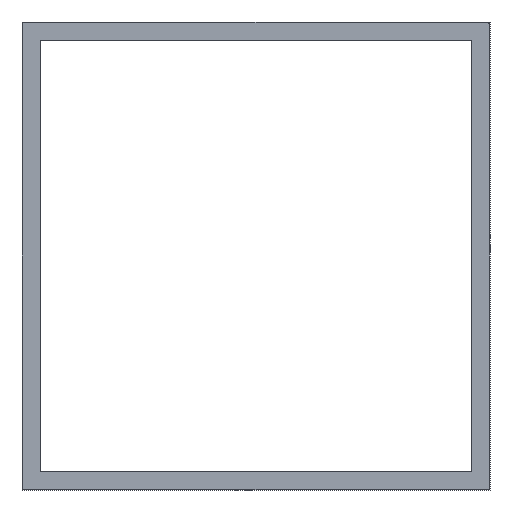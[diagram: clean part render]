
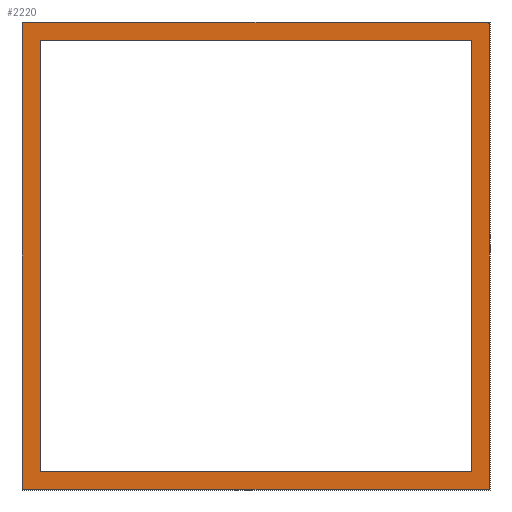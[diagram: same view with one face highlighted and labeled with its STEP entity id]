
A CAD part, front view. The second image highlights one B-rep face of the part: STEP entity #2220.
In plain terms, the highlighted planar face has unit normal (0, -1, 0).
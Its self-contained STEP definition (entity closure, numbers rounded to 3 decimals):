
#785=CARTESIAN_POINT('',(303.703,-2.077,303.703));
#792=DIRECTION('',(0.,0.,-1.));
#793=VECTOR('',#792,607.406);
#794=CARTESIAN_POINT('',(303.703,-2.077,303.703));
#795=LINE('',#794,#793);
#796=CARTESIAN_POINT('',(-303.703,-2.077,303.703));
#803=DIRECTION('',(1.,0.,0.));
#804=VECTOR('',#803,607.406);
#805=CARTESIAN_POINT('',(-303.703,-2.077,303.703));
#806=LINE('',#805,#804);
#807=DIRECTION('',(0.,0.,1.));
#808=VECTOR('',#807,607.406);
#809=CARTESIAN_POINT('',(-303.703,-2.077,
-303.703));
#810=LINE('',#809,#808);
#811=CARTESIAN_POINT('',(303.703,-2.077,-303.703));
#818=DIRECTION('',(-1.,0.,0.));
#819=VECTOR('',#818,607.406);
#820=CARTESIAN_POINT('',(303.703,-2.077,-303.703));
#821=LINE('',#820,#819);
#822=CARTESIAN_POINT('',(-303.703,-2.077,
-303.703));
#829=DIRECTION('',(0.,0.,1.));
#830=VECTOR('',#829,657.);
#831=CARTESIAN_POINT('',(-328.5,-2.077,-328.5));
#832=LINE('',#831,#830);
#833=DIRECTION('',(1.,0.,0.));
#834=VECTOR('',#833,657.);
#835=CARTESIAN_POINT('',(-328.5,-2.077,328.5));
#836=LINE('',#835,#834);
#837=DIRECTION('',(0.,0.,-1.));
#838=VECTOR('',#837,657.);
#839=CARTESIAN_POINT('',(328.5,-2.077,328.5));
#840=LINE('',#839,#838);
#841=DIRECTION('',(-1.,0.,0.));
#842=VECTOR('',#841,657.);
#843=CARTESIAN_POINT('',(328.5,-2.077,-328.5));
#844=LINE('',#843,#842);
#855=CARTESIAN_POINT('',(328.5,-2.077,-328.5));
#867=CARTESIAN_POINT('',(-328.5,-2.077,-328.5));
#875=CARTESIAN_POINT('',(328.5,-2.077,328.5));
#887=CARTESIAN_POINT('',(-328.5,-2.077,328.5));
#929=VERTEX_POINT('',#867);
#930=VERTEX_POINT('',#822);
#963=VERTEX_POINT('',#887);
#964=VERTEX_POINT('',#796);
#997=VERTEX_POINT('',#875);
#998=VERTEX_POINT('',#785);
#1032=VERTEX_POINT('',#855);
#1033=VERTEX_POINT('',#811);
#2199=CARTESIAN_POINT('',(-328.5,-2.077,-329.5));
#2200=DIRECTION('',(0.,-1.,0.));
#2201=DIRECTION('',(1.,0.,0.));
#2202=AXIS2_PLACEMENT_3D('',#2199,#2200,#2201);
#2203=PLANE('',#2202);
#2205=ORIENTED_EDGE('',*,*,#2204,.T.);
#2207=ORIENTED_EDGE('',*,*,#2206,.T.);
#2209=ORIENTED_EDGE('',*,*,#2208,.T.);
#2211=ORIENTED_EDGE('',*,*,#2210,.T.);
#2212=EDGE_LOOP('',(#2205,#2207,#2209,#2211));
#2213=FACE_OUTER_BOUND('',#2212,.F.);
#2214=ORIENTED_EDGE('',*,*,#2192,.F.);
#2215=ORIENTED_EDGE('',*,*,#2150,.F.);
#2216=ORIENTED_EDGE('',*,*,#2165,.F.);
#2217=ORIENTED_EDGE('',*,*,#2179,.F.);
#2218=EDGE_LOOP('',(#2214,#2215,#2216,#2217));
#2219=FACE_BOUND('',#2218,.F.);
#2220=ADVANCED_FACE('',(#2213,#2219),#2203,.T.);
#2150=EDGE_CURVE('',#998,#1033,#795,.T.);
#2165=EDGE_CURVE('',#964,#998,#806,.T.);
#2179=EDGE_CURVE('',#930,#964,#810,.T.);
#2192=EDGE_CURVE('',#1033,#930,#821,.T.);
#2204=EDGE_CURVE('',#929,#963,#832,.T.);
#2206=EDGE_CURVE('',#963,#997,#836,.T.);
#2208=EDGE_CURVE('',#997,#1032,#840,.T.);
#2210=EDGE_CURVE('',#1032,#929,#844,.T.);
